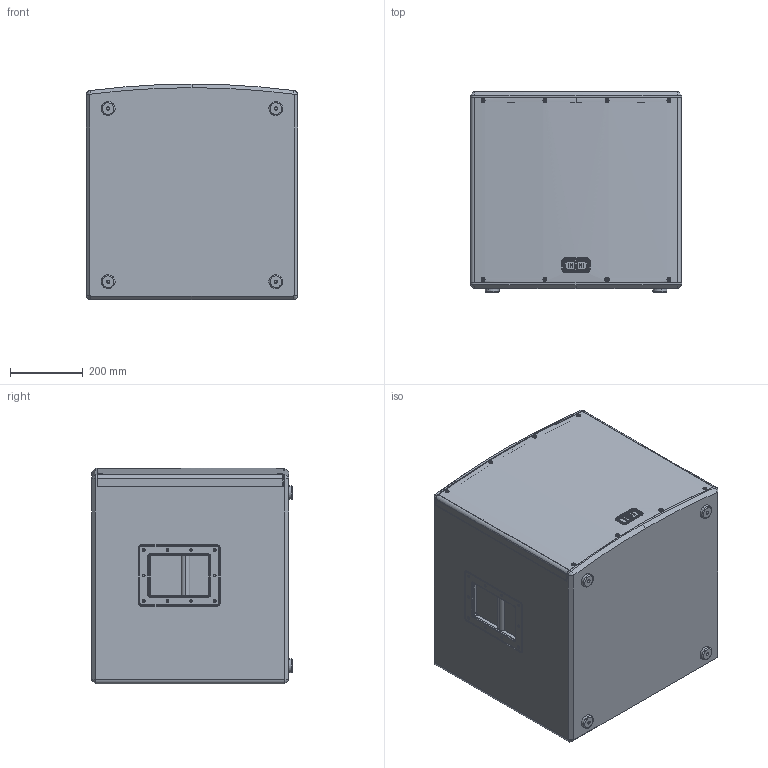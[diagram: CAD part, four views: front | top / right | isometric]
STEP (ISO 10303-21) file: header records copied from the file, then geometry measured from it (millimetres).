
FILE_DESCRIPTION (( 'STEP AP214' ), '1' );
FILE_NAME ('TRS-1800.STEP', '2020-03-30T14:08:18', ( '' ), ( '' ), 'SwSTEP 2.0', 'SolidWorks 2019', '' );
FILE_SCHEMA (( 'AUTOMOTIVE_DESIGN' ));
Length unit declared in the file: millimetre
Products named in the file (1): TRS-1800
Bounding box: 580 x 550 x 592.2 mm (x, y, z)
Volume: 173522174.1 mm3; surface area: 2752134.1 mm2
Topology: 8 solids, 8 shells, 789 faces, 1925 edges, 1205 vertices
Faces by surface type: cylinder 282, plane 266, cone 117, bspline 64, torus 60
Entity records: 38824 total; most frequent: CARTESIAN_POINT 11233, DIRECTION 4024, ORIENTED_EDGE 3850, EDGE_CURVE 1925, AXIS2_PLACEMENT_3D 1541, VERTEX_POINT 1205, VECTOR 942, LINE 942
